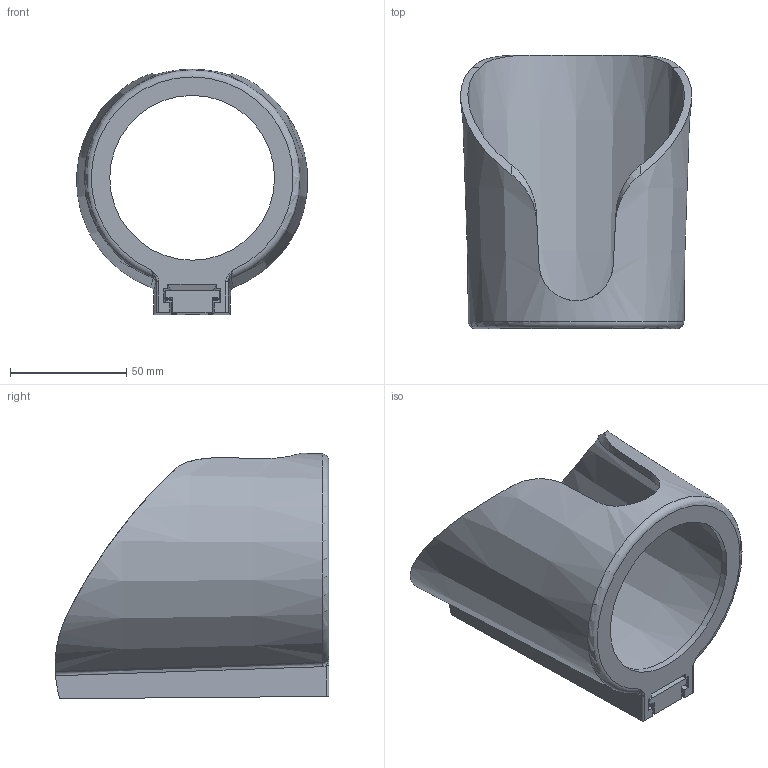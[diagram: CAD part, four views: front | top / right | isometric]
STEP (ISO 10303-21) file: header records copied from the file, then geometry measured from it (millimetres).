
FILE_DESCRIPTION(/* description */ (''),/* implementation_level */ '2;1');
FILE_NAME(/* name */ '11071_KriTec_Becherhalter_offen.stp',/* time_stamp */ '2014-09-16T09:34:23+02:00',/* author */ ('kostic'),/* organization */ (''),/* preprocessor_version */ 'ST-DEVELOPER v15.2',/* originating_system */ 'Autodesk Inventor 2014',/* authorisation */ '');
FILE_SCHEMA (('AUTOMOTIVE_DESIGN { 1 0 10303 214 3 1 1 }'));
Length unit declared in the file: millimetre
Products named in the file (3): 09308901r01test_1; 093089r01test_1; 11071_KriTec_Becherhalter_offen
Bounding box: 99.51 x 118 x 105.81 mm (x, y, z)
Volume: 131299.5 mm3; surface area: 71835.1 mm2
Topology: 2 solids, 2 shells, 82 faces, 234 edges, 152 vertices
Faces by surface type: plane 35, cylinder 31, bspline 8, cone 6, torus 2
Full cylindrical faces by diameter (mm): 71.009 x1
Entity records: 7001 total; most frequent: CARTESIAN_POINT 4865, ORIENTED_EDGE 446, DIRECTION 416, EDGE_CURVE 223, VERTEX_POINT 150, AXIS2_PLACEMENT_3D 149, LINE 118, VECTOR 118
